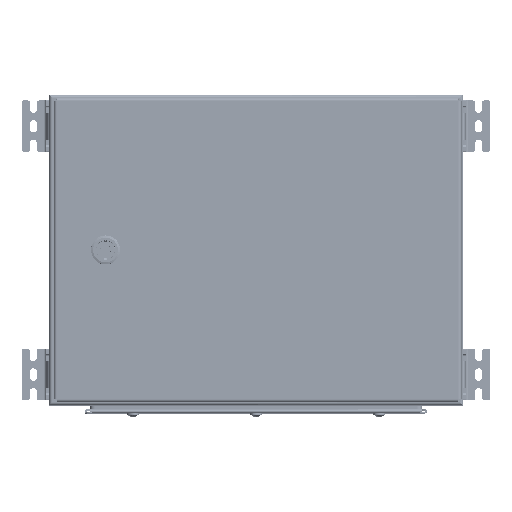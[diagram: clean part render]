
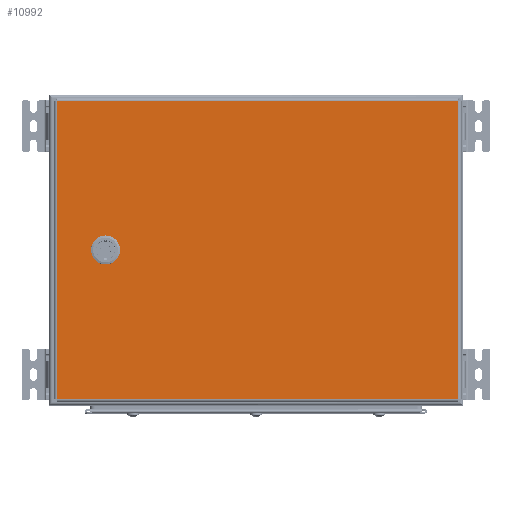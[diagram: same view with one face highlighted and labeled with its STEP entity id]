
A CAD part, top view. The second image highlights one B-rep face of the part: STEP entity #10992.
In plain terms, the highlighted planar face has unit normal (0, 0, 1).
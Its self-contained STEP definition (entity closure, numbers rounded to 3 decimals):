
#1370 = VERTEX_POINT ( 'NONE', #30762 ) ;
#1584 = VERTEX_POINT ( 'NONE', #27400 ) ;
#3159 = EDGE_CURVE ( 'NONE', #54178, #34869, #25459, .T. ) ;
#4270 = DIRECTION ( 'NONE',  ( 1., 0., 0. ) ) ;
#4830 = DIRECTION ( 'NONE',  ( 1., 0., 0. ) ) ;
#5183 = DIRECTION ( 'NONE',  ( 1., 0., 0. ) ) ;
#5191 = CARTESIAN_POINT ( 'NONE',  ( -147., 0., 0. ) ) ;
#6145 = ORIENTED_EDGE ( 'NONE', *, *, #15410, .T. ) ;
#7570 = CARTESIAN_POINT ( 'NONE',  ( 0., 10.25, 0. ) ) ;
#7794 = AXIS2_PLACEMENT_3D ( 'NONE', #48025, #36679, #71126 ) ;
#9345 = VECTOR ( 'NONE', #28268, 1000. ) ;
#10291 = EDGE_CURVE ( 'NONE', #64975, #49887, #10693, .T. ) ;
#10417 = VERTEX_POINT ( 'NONE', #35170 ) ;
#10483 = AXIS2_PLACEMENT_3D ( 'NONE', #59551, #25886, #43416 ) ;
#10488 = LINE ( 'NONE', #43426, #69986 ) ;
#10693 = LINE ( 'NONE', #54609, #52259 ) ;
#10992 = ADVANCED_FACE ( 'NONE', ( #65294, #37410 ), #59063, .F. ) ;
#11008 = CARTESIAN_POINT ( 'NONE',  ( -194., -144., 0. ) ) ;
#12780 = CIRCLE ( 'NONE', #30271, 11.25 ) ;
#14214 = CARTESIAN_POINT ( 'NONE',  ( -194., 144.793, 0. ) ) ;
#14609 = VECTOR ( 'NONE', #63240, 1000. ) ;
#14950 = CIRCLE ( 'NONE', #64112, 11.25 ) ;
#15410 = EDGE_CURVE ( 'NONE', #22396, #38056, #40501, .T. ) ;
#15438 = EDGE_CURVE ( 'NONE', #1584, #1370, #40873, .T. ) ;
#15734 = EDGE_CURVE ( 'NONE', #20469, #1584, #70307, .T. ) ;
#15919 = CARTESIAN_POINT ( 'NONE',  ( -157.25, 4.637, 0. ) ) ;
#18648 = ORIENTED_EDGE ( 'NONE', *, *, #10291, .F. ) ;
#20121 = CARTESIAN_POINT ( 'NONE',  ( 194., -144.793, 0. ) ) ;
#20469 = VERTEX_POINT ( 'NONE', #65678 ) ;
#20974 = VECTOR ( 'NONE', #52977, 1000. ) ;
#21662 = DIRECTION ( 'NONE',  ( 0., 0., 1. ) ) ;
#22142 = EDGE_CURVE ( 'NONE', #1370, #38265, #70909, .T. ) ;
#22396 = VERTEX_POINT ( 'NONE', #68681 ) ;
#23300 = CARTESIAN_POINT ( 'NONE',  ( 194.793, 144., 0. ) ) ;
#23886 = CARTESIAN_POINT ( 'NONE',  ( -142.363, 10.25, 0. ) ) ;
#24467 = VECTOR ( 'NONE', #69401, 1000. ) ;
#25459 = LINE ( 'NONE', #53959, #24467 ) ;
#25886 = DIRECTION ( 'NONE',  ( 0., 0., 1. ) ) ;
#27400 = CARTESIAN_POINT ( 'NONE',  ( 194., 144., 0. ) ) ;
#27486 = EDGE_CURVE ( 'NONE', #22396, #34869, #12780, .T. ) ;
#28213 = ORIENTED_EDGE ( 'NONE', *, *, #30334, .F. ) ;
#28268 = DIRECTION ( 'NONE',  ( 1., 0., 0. ) ) ;
#28457 = CARTESIAN_POINT ( 'NONE',  ( -147., 0., 0. ) ) ;
#29347 = LINE ( 'NONE', #39601, #9345 ) ;
#30271 = AXIS2_PLACEMENT_3D ( 'NONE', #5191, #21662, #4830 ) ;
#30334 = EDGE_CURVE ( 'NONE', #49887, #44570, #54868, .T. ) ;
#30762 = CARTESIAN_POINT ( 'NONE',  ( -194., 144., 0. ) ) ;
#31326 = ORIENTED_EDGE ( 'NONE', *, *, #67460, .T. ) ;
#31657 = AXIS2_PLACEMENT_3D ( 'NONE', #28457, #34291, #39791 ) ;
#31663 = ORIENTED_EDGE ( 'NONE', *, *, #64881, .F. ) ;
#34291 = DIRECTION ( 'NONE',  ( 0., 0., 1. ) ) ;
#34869 = VERTEX_POINT ( 'NONE', #15919 ) ;
#35170 = CARTESIAN_POINT ( 'NONE',  ( -136.75, 4.637, 0. ) ) ;
#36467 = CARTESIAN_POINT ( 'NONE',  ( -136.75, -4.637, 0. ) ) ;
#36679 = DIRECTION ( 'NONE',  ( 0., 0., -1. ) ) ;
#37410 = FACE_OUTER_BOUND ( 'NONE', #71069, .T. ) ;
#38056 = VERTEX_POINT ( 'NONE', #23886 ) ;
#38265 = VERTEX_POINT ( 'NONE', #11008 ) ;
#39601 = CARTESIAN_POINT ( 'NONE',  ( -194.793, -144., 0. ) ) ;
#39791 = DIRECTION ( 'NONE',  ( 1., 0., 0. ) ) ;
#40501 = LINE ( 'NONE', #7570, #70721 ) ;
#40873 = LINE ( 'NONE', #23300, #14609 ) ;
#41531 = CARTESIAN_POINT ( 'NONE',  ( -142.363, -10.25, 0. ) ) ;
#42123 = ORIENTED_EDGE ( 'NONE', *, *, #15438, .T. ) ;
#42455 = DIRECTION ( 'NONE',  ( 0., 1., 0. ) ) ;
#43416 = DIRECTION ( 'NONE',  ( 1., 0., 0. ) ) ;
#43426 = CARTESIAN_POINT ( 'NONE',  ( -136.75, 0., 0. ) ) ;
#44570 = VERTEX_POINT ( 'NONE', #36467 ) ;
#45467 = ORIENTED_EDGE ( 'NONE', *, *, #22142, .T. ) ;
#48025 = CARTESIAN_POINT ( 'NONE',  ( 0., 0., 0. ) ) ;
#49887 = VERTEX_POINT ( 'NONE', #41531 ) ;
#49969 = DIRECTION ( 'NONE',  ( 0., 0., 1. ) ) ;
#50615 = ORIENTED_EDGE ( 'NONE', *, *, #27486, .F. ) ;
#50651 = ORIENTED_EDGE ( 'NONE', *, *, #56928, .F. ) ;
#51495 = CIRCLE ( 'NONE', #31657, 11.25 ) ;
#52259 = VECTOR ( 'NONE', #5183, 1000. ) ;
#52977 = DIRECTION ( 'NONE',  ( 0., -1., 0. ) ) ;
#53462 = ORIENTED_EDGE ( 'NONE', *, *, #65705, .F. ) ;
#53959 = CARTESIAN_POINT ( 'NONE',  ( -157.25, 0., 0. ) ) ;
#54178 = VERTEX_POINT ( 'NONE', #56617 ) ;
#54609 = CARTESIAN_POINT ( 'NONE',  ( 0., -10.25, 0. ) ) ;
#54868 = CIRCLE ( 'NONE', #10483, 11.25 ) ;
#56550 = VECTOR ( 'NONE', #42455, 1000. ) ;
#56617 = CARTESIAN_POINT ( 'NONE',  ( -157.25, -4.637, 0. ) ) ;
#56928 = EDGE_CURVE ( 'NONE', #10417, #38056, #51495, .T. ) ;
#59063 = PLANE ( 'NONE',  #7794 ) ;
#59551 = CARTESIAN_POINT ( 'NONE',  ( -147., 0., 0. ) ) ;
#61383 = CARTESIAN_POINT ( 'NONE',  ( -151.637, -10.25, 0. ) ) ;
#62652 = EDGE_LOOP ( 'NONE', ( #50651, #31663, #28213, #18648, #53462, #65931, #50615, #6145 ) ) ;
#63240 = DIRECTION ( 'NONE',  ( -1., 0., 0. ) ) ;
#64112 = AXIS2_PLACEMENT_3D ( 'NONE', #65795, #49969, #4270 ) ;
#64881 = EDGE_CURVE ( 'NONE', #44570, #10417, #10488, .T. ) ;
#64975 = VERTEX_POINT ( 'NONE', #61383 ) ;
#65294 = FACE_BOUND ( 'NONE', #62652, .T. ) ;
#65678 = CARTESIAN_POINT ( 'NONE',  ( 194., -144., 0. ) ) ;
#65705 = EDGE_CURVE ( 'NONE', #54178, #64975, #14950, .T. ) ;
#65786 = DIRECTION ( 'NONE',  ( 0., 1., 0. ) ) ;
#65795 = CARTESIAN_POINT ( 'NONE',  ( -147., 0., 0. ) ) ;
#65931 = ORIENTED_EDGE ( 'NONE', *, *, #3159, .T. ) ;
#67460 = EDGE_CURVE ( 'NONE', #38265, #20469, #29347, .T. ) ;
#68343 = DIRECTION ( 'NONE',  ( 1., 0., 0. ) ) ;
#68681 = CARTESIAN_POINT ( 'NONE',  ( -151.637, 10.25, 0. ) ) ;
#69401 = DIRECTION ( 'NONE',  ( 0., 1., 0. ) ) ;
#69986 = VECTOR ( 'NONE', #65786, 1000. ) ;
#70307 = LINE ( 'NONE', #20121, #56550 ) ;
#70345 = ORIENTED_EDGE ( 'NONE', *, *, #15734, .T. ) ;
#70721 = VECTOR ( 'NONE', #68343, 1000. ) ;
#70909 = LINE ( 'NONE', #14214, #20974 ) ;
#71069 = EDGE_LOOP ( 'NONE', ( #31326, #70345, #42123, #45467 ) ) ;
#71126 = DIRECTION ( 'NONE',  ( -1., 0., 0. ) ) ;
